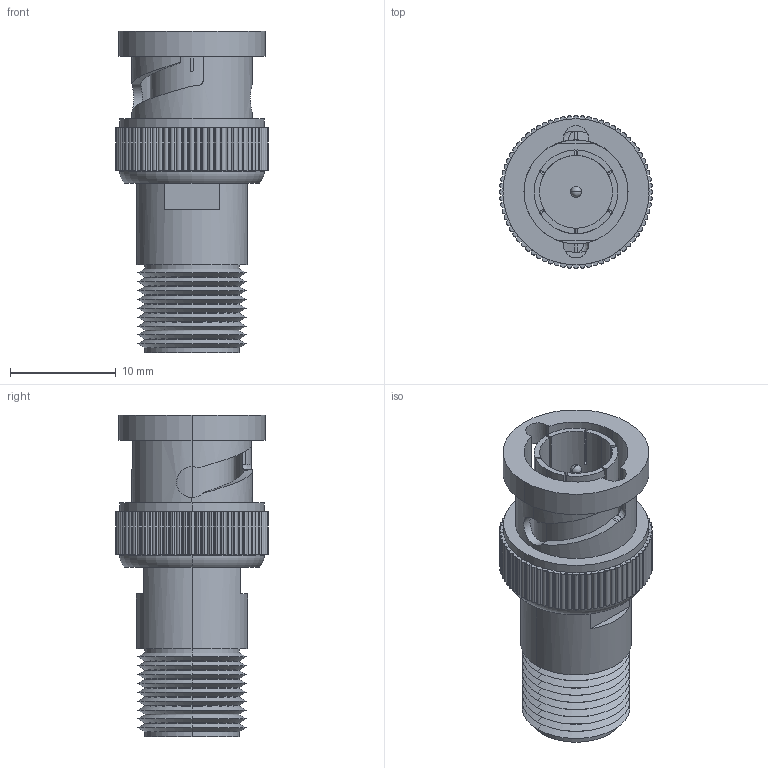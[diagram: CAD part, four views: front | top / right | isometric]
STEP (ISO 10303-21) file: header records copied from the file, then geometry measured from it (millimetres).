
FILE_DESCRIPTION (( 'STEP AP214' ), '1' );
FILE_NAME ('BA017.STEP', '2006-08-25T19:28:24', ( 'L-COM' ), ( 'L-COM' ), 'SwSTEP 2.0', 'SolidWorks 2006052', '' );
FILE_SCHEMA (( 'AUTOMOTIVE_DESIGN' ));
Length unit declared in the file: inch
Products named in the file (1): BA017
Bounding box: 14.48 x 14.48 x 30.47 mm (x, y, z)
Volume: 2349 mm3; surface area: 2757.1 mm2
Topology: 1 solids, 1 shells, 394 faces, 1091 edges, 706 vertices
Faces by surface type: plane 181, cylinder 163, cone 38, bspline 8, torus 4
Entity records: 14178 total; most frequent: CARTESIAN_POINT 3470, ORIENTED_EDGE 2182, DIRECTION 2121, EDGE_CURVE 1091, AXIS2_PLACEMENT_3D 717, VERTEX_POINT 706, VECTOR 687, LINE 687
